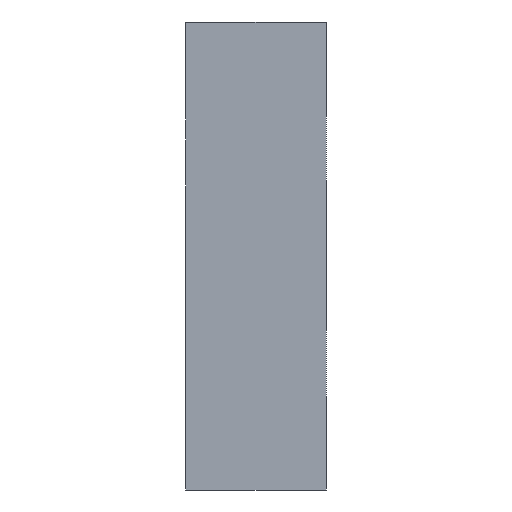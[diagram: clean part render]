
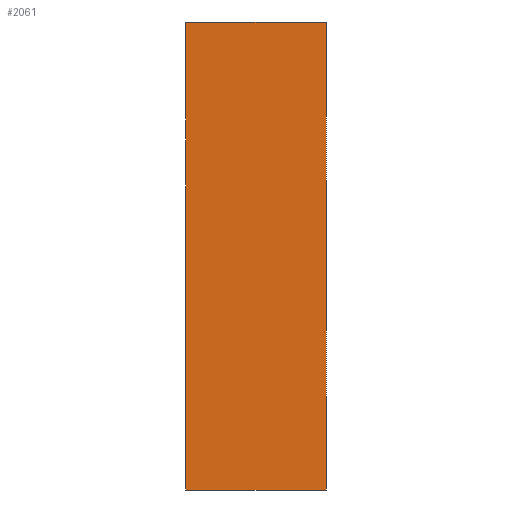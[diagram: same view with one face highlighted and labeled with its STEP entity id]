
A CAD part, left-side view. The second image highlights one B-rep face of the part: STEP entity #2061.
In plain terms, the highlighted planar face has unit normal (-1, 0, 0).
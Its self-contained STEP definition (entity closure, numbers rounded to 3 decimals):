
#82=PLANE('',#2209);
#203=FACE_OUTER_BOUND('',#324,.T.);
#324=EDGE_LOOP('',(#1640,#1641,#1642,#1643));
#517=LINE('',#3061,#800);
#527=LINE('',#3080,#810);
#528=LINE('',#3082,#811);
#529=LINE('',#3083,#812);
#800=VECTOR('',#2488,10.);
#810=VECTOR('',#2506,10.);
#811=VECTOR('',#2507,10.);
#812=VECTOR('',#2508,10.);
#1055=VERTEX_POINT('',#3058);
#1056=VERTEX_POINT('',#3060);
#1061=VERTEX_POINT('',#3079);
#1062=VERTEX_POINT('',#3081);
#1277=EDGE_CURVE('',#1056,#1055,#517,.T.);
#1287=EDGE_CURVE('',#1056,#1061,#527,.T.);
#1288=EDGE_CURVE('',#1062,#1055,#528,.T.);
#1289=EDGE_CURVE('',#1061,#1062,#529,.T.);
#1640=ORIENTED_EDGE('',*,*,#1287,.F.);
#1641=ORIENTED_EDGE('',*,*,#1277,.T.);
#1642=ORIENTED_EDGE('',*,*,#1288,.F.);
#1643=ORIENTED_EDGE('',*,*,#1289,.F.);
#2061=ADVANCED_FACE('',(#203),#82,.T.);
#2209=AXIS2_PLACEMENT_3D('',#3078,#2504,#2505);
#2488=DIRECTION('',(0.,1.,0.));
#2504=DIRECTION('center_axis',(-1.,0.,0.));
#2505=DIRECTION('ref_axis',(0.,0.,1.));
#2506=DIRECTION('',(0.,0.,-1.));
#2507=DIRECTION('',(0.,0.,1.));
#2508=DIRECTION('',(0.,1.,0.));
#3058=CARTESIAN_POINT('',(-1.5,0.6,1.));
#3060=CARTESIAN_POINT('',(-1.5,0.,1.));
#3061=CARTESIAN_POINT('',(-1.5,0.,1.));
#3078=CARTESIAN_POINT('Origin',(-1.5,0.,-1.));
#3079=CARTESIAN_POINT('',(-1.5,0.,-1.));
#3080=CARTESIAN_POINT('',(-1.5,0.,1.));
#3081=CARTESIAN_POINT('',(-1.5,0.6,-1.));
#3082=CARTESIAN_POINT('',(-1.5,0.6,1.));
#3083=CARTESIAN_POINT('',(-1.5,0.,-1.));
